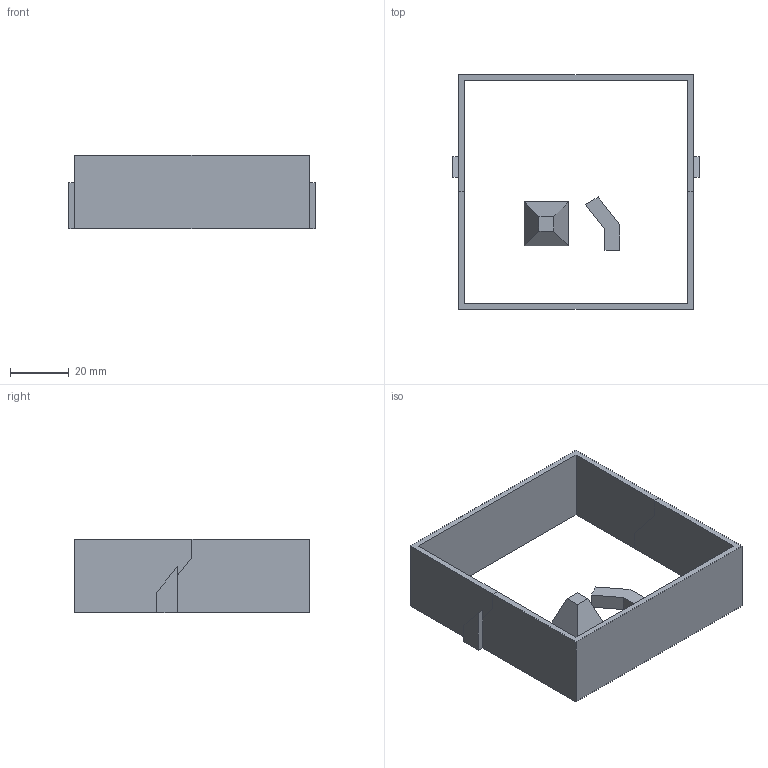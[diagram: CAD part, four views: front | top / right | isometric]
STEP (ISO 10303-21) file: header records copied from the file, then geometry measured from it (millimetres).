
FILE_DESCRIPTION(/* description */ (''),/* implementation_level */ '2;1');
FILE_NAME(/* name */ 'MoldBox.step',/* time_stamp */ '2020-12-22T01:42:56-08:00',/* author */ (''),/* organization */ (''),/* preprocessor_version */ 'ST-DEVELOPER v18.1',/* originating_system */ 'Autodesk Translation Framework v9.7.1.1290',/* authorisation */ '');
FILE_SCHEMA (('AUTOMOTIVE_DESIGN { 1 0 10303 214 3 1 1 }'));
Length unit declared in the file: millimetre
Products named in the file (1): Coin Mold Box
Bounding box: 84 x 80 x 25 mm (x, y, z)
Volume: 17609.2 mm3; surface area: 18701 mm2
Topology: 4 solids, 4 shells, 63 faces, 157 edges, 104 vertices
Faces by surface type: plane 62, cylinder 1
Entity records: 1867 total; most frequent: CARTESIAN_POINT 325, ORIENTED_EDGE 314, DIRECTION 287, EDGE_CURVE 157, LINE 155, VECTOR 155, VERTEX_POINT 104, AXIS2_PLACEMENT_3D 66
